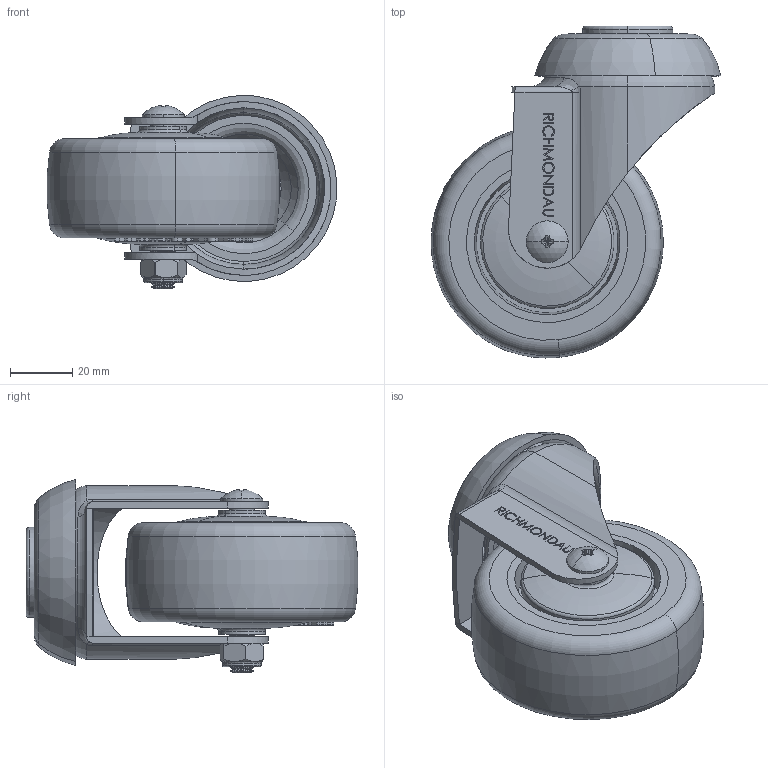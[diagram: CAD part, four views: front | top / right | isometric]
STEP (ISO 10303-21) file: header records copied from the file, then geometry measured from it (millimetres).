
FILE_DESCRIPTION (( 'STEP AP203' ), '1' );
FILE_NAME ('S3080.STEP', '2020-02-21T05:38:43', ( '' ), ( '' ), 'SwSTEP 2.0', 'SolidWorks 2013', '' );
FILE_SCHEMA (( 'CONFIG_CONTROL_DESIGN' ));
Length unit declared in the file: millimetre
Products named in the file (1): S3080
Bounding box: 93.37 x 106.94 x 62.21 mm (x, y, z)
Volume: 161407.9 mm3; surface area: 81672.7 mm2
Topology: 41 solids, 41 shells, 816 faces, 2058 edges, 1305 vertices
Faces by surface type: plane 312, torus 153, bspline 111, cylinder 86, cone 80, sphere 74
Entity records: 29897 total; most frequent: CARTESIAN_POINT 11671, ORIENTED_EDGE 3756, DIRECTION 3656, EDGE_CURVE 1878, AXIS2_PLACEMENT_3D 1362, VERTEX_POINT 1197, VECTOR 932, LINE 932
